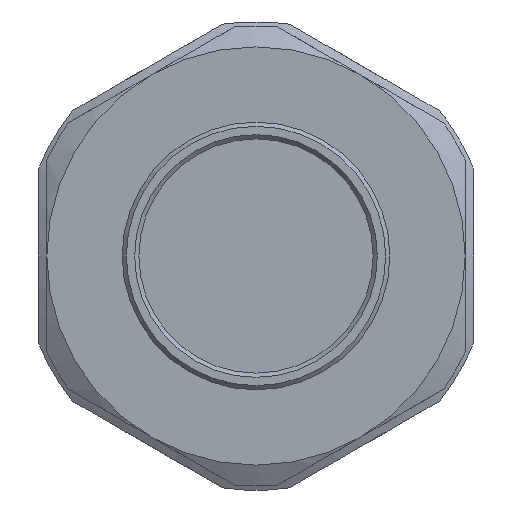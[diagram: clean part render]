
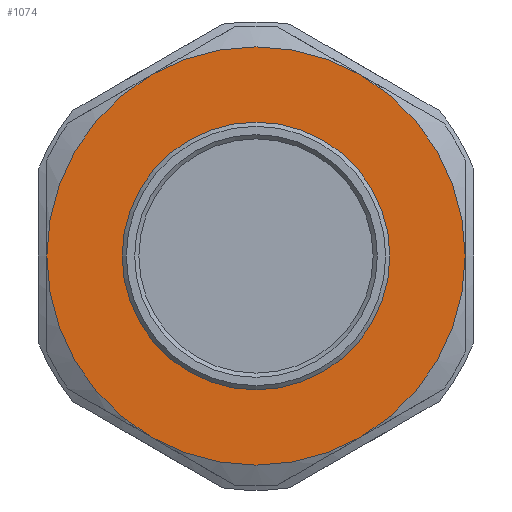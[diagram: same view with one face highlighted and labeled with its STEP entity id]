
A CAD part, front view. The second image highlights one B-rep face of the part: STEP entity #1074.
In plain terms, the highlighted planar face has unit normal (0, -1, 0).
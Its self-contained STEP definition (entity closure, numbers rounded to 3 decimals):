
#113=FACE_BOUND('',#387,.T.);
#318=FACE_OUTER_BOUND('',#386,.T.);
#386=EDGE_LOOP('',(#884,#885,#886,#887,#888,#889));
#387=EDGE_LOOP('',(#890));
#442=CIRCLE('',#1169,25.);
#445=CIRCLE('',#1173,25.);
#447=CIRCLE('',#1176,25.);
#449=CIRCLE('',#1179,25.);
#451=CIRCLE('',#1182,25.);
#458=CIRCLE('',#1199,15.5);
#459=CIRCLE('',#1201,25.);
#499=VERTEX_POINT('',#1741);
#505=VERTEX_POINT('',#1762);
#511=VERTEX_POINT('',#1783);
#517=VERTEX_POINT('',#1804);
#523=VERTEX_POINT('',#1825);
#529=VERTEX_POINT('',#1846);
#541=VERTEX_POINT('',#1924);
#647=EDGE_CURVE('',#499,#529,#442,.T.);
#650=EDGE_CURVE('',#529,#523,#445,.T.);
#652=EDGE_CURVE('',#523,#517,#447,.T.);
#654=EDGE_CURVE('',#517,#511,#449,.T.);
#656=EDGE_CURVE('',#511,#505,#451,.T.);
#666=EDGE_CURVE('',#541,#541,#458,.T.);
#668=EDGE_CURVE('',#505,#499,#459,.T.);
#884=ORIENTED_EDGE('',*,*,#652,.F.);
#885=ORIENTED_EDGE('',*,*,#650,.F.);
#886=ORIENTED_EDGE('',*,*,#647,.F.);
#887=ORIENTED_EDGE('',*,*,#668,.F.);
#888=ORIENTED_EDGE('',*,*,#656,.F.);
#889=ORIENTED_EDGE('',*,*,#654,.F.);
#890=ORIENTED_EDGE('',*,*,#666,.T.);
#1023=PLANE('',#1200);
#1074=ADVANCED_FACE('',(#318,#113),#1023,.T.);
#1169=AXIS2_PLACEMENT_3D('',#1885,#1379,#1380);
#1173=AXIS2_PLACEMENT_3D('',#1889,#1387,#1388);
#1176=AXIS2_PLACEMENT_3D('',#1892,#1393,#1394);
#1179=AXIS2_PLACEMENT_3D('',#1895,#1399,#1400);
#1182=AXIS2_PLACEMENT_3D('',#1898,#1405,#1406);
#1199=AXIS2_PLACEMENT_3D('',#1925,#1442,#1443);
#1200=AXIS2_PLACEMENT_3D('',#1927,#1445,#1446);
#1201=AXIS2_PLACEMENT_3D('',#1928,#1447,#1448);
#1379=DIRECTION('center_axis',(0.,1.,0.));
#1380=DIRECTION('ref_axis',(-1.,0.,0.));
#1387=DIRECTION('center_axis',(0.,1.,0.));
#1388=DIRECTION('ref_axis',(-1.,0.,0.));
#1393=DIRECTION('center_axis',(0.,1.,0.));
#1394=DIRECTION('ref_axis',(-1.,0.,0.));
#1399=DIRECTION('center_axis',(0.,1.,0.));
#1400=DIRECTION('ref_axis',(-1.,0.,0.));
#1405=DIRECTION('center_axis',(0.,1.,0.));
#1406=DIRECTION('ref_axis',(-1.,0.,0.));
#1442=DIRECTION('center_axis',(0.,1.,0.));
#1443=DIRECTION('ref_axis',(-1.,0.,0.));
#1445=DIRECTION('center_axis',(0.,-1.,0.));
#1446=DIRECTION('ref_axis',(0.,0.,
-1.));
#1447=DIRECTION('center_axis',(0.,1.,0.));
#1448=DIRECTION('ref_axis',(-1.,0.,0.));
#1741=CARTESIAN_POINT('',(135.326,-109.922,126.822));
#1762=CARTESIAN_POINT('',(147.826,-109.922,148.472));
#1783=CARTESIAN_POINT('',(135.326,-109.922,170.123));
#1804=CARTESIAN_POINT('',(110.326,-109.922,170.123));
#1825=CARTESIAN_POINT('',(97.826,-109.922,148.472));
#1846=CARTESIAN_POINT('',(110.326,-109.922,126.822));
#1885=CARTESIAN_POINT('Origin',(122.826,-109.922,148.472));
#1889=CARTESIAN_POINT('Origin',(122.826,-109.922,148.472));
#1892=CARTESIAN_POINT('Origin',(122.826,-109.922,148.472));
#1895=CARTESIAN_POINT('Origin',(122.826,-109.922,148.472));
#1898=CARTESIAN_POINT('Origin',(122.826,-109.922,148.472));
#1924=CARTESIAN_POINT('',(138.326,-109.922,148.472));
#1925=CARTESIAN_POINT('Origin',(122.826,-109.922,148.472));
#1927=CARTESIAN_POINT('Origin',(101.826,-109.922,148.472));
#1928=CARTESIAN_POINT('Origin',(122.826,-109.922,148.472));
